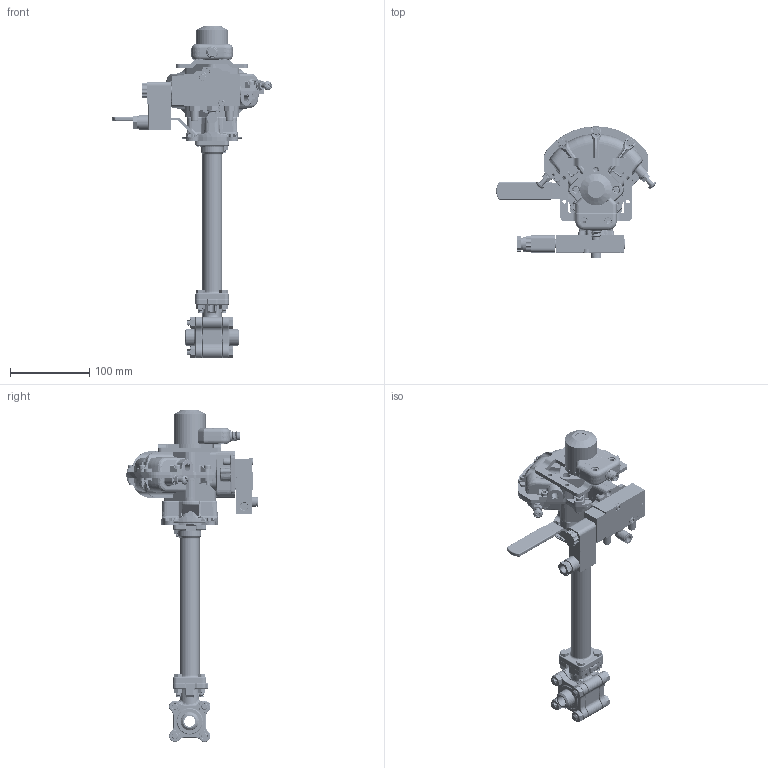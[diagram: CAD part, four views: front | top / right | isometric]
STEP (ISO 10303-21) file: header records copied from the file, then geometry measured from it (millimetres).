
FILE_DESCRIPTION(/* description */ (''),/* implementation_level */ '2;1');
FILE_NAME(/* name */ 'AT3506C-015-DA-IND.step',/* time_stamp */ '2025-07-25T13:05:57+02:00',/* author */ (''),/* organization */ (''),/* preprocessor_version */ 'ST-DEVELOPER v20.1',/* originating_system */ 'Autodesk Translation Framework v14.10.0.0',/* authorisation */ '');
FILE_SCHEMA (('AUTOMOTIVE_DESIGN { 1 0 10303 214 3 1 1 }'));
Products named in the file (27): AT3506C-015-DA-IND; 053F100 ACTUATOR DIAMOND BOSS AND ALUMINIUM CASES; M5.SQ.NUT; M5x20; M6x35pozi.pan; M6 FULL NUT; M6 PLAIN WASHER; M4x5; 19889 coupling to suit F04.5.7; 19-970-001 Model 05 Case SIMPLE; 19-990 F04.5.7 ISO ADAPTOR; Component11; M4x5.pan.pozi.head.; BRACKET VDI/VDE; Component1; Component2; Component3; SP638; MNH 511 701 -Armatec; MNH 511 701; GZ-MA22; ST 22 E 1 N; _W097052000119; KQ2L08-02AS; BT33; F25; 305C-015-G01[Butt Weld][Sch.80]
Assembly tree (45 placements, depth 5):
  AT3506C-015-DA-IND
    053F100 ACTUATOR DIAMOND BOSS AND ALUMINIUM CASES
      19-970-001 Model 05 Case SIMPLE  x2
      M5x20  x7
      M5.SQ.NUT  x7
      M6x35pozi.pan  x2
      M6 FULL NUT  x2
      M6 PLAIN WASHER  x2
      M4x5  x2
      M4x5.pan.pozi.head.  x2
      19889 coupling to suit F04.5.7
      19-990 F04.5.7 ISO ADAPTOR
        Component11
      BRACKET VDI/VDE
        Component1
          Component2
          Component3
    SP638
    MNH 511 701 -Armatec
      MNH 511 701
      GZ-MA22
      ST 22 E 1 N
      _W097052000119  x2
      KQ2L08-02AS
    BT33
    F25
    305C-015-G01[Butt Weld][Sch.80]
Bounding box: 201.29 x 165.71 x 418.54 mm (x, y, z)
Volume: 955785.8 mm3; surface area: 271479.9 mm2
Topology: 48 solids, 48 shells, 6540 faces, 16472 edges, 10232 vertices
Faces by surface type: plane 2284, cylinder 1972, bspline 991, cone 681, torus 502, sphere 110
Full cylindrical faces by diameter (mm): 1 x5, 1.1 x4, 1.5 x3, 1.6 x1, 2.459 x10, 3 x2, 3.236 x1, 3.242 x4, 3.3 x4, 4 x5, 4.019 x2, 4.134 x31, 4.2 x10, 4.4 x2, 4.7 x101, 4.917 x2, 5 x46, 5.2 x4, 5.5 x19, 5.6 x4, 5.8 x80, 6 x20, 6.1 x1, 6.375 x40, 6.5 x1, 6.55 x2, 6.647 x4, 6.75 x12, 6.8 x1, 7 x9
Entity records: 288040 total; most frequent: CARTESIAN_POINT 156641, ORIENTED_EDGE 28256, DIRECTION 25543, EDGE_CURVE 14128, AXIS2_PLACEMENT_3D 9810, VERTEX_POINT 8791, EDGE_LOOP 6129, LINE 5923
